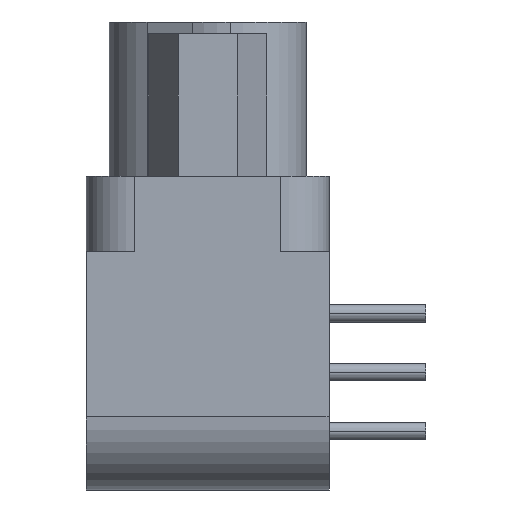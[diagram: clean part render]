
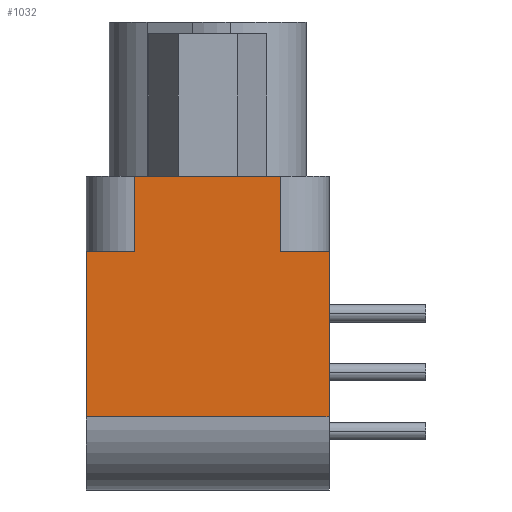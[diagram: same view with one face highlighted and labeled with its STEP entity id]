
A CAD part, left-side view. The second image highlights one B-rep face of the part: STEP entity #1032.
In plain terms, the highlighted planar face has unit normal (-1, 0, 0).
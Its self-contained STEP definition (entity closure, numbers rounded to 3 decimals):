
#1032=ADVANCED_FACE('NONE',(#2256),#2257,.T.);
#2256=FACE_OUTER_BOUND('',#5351,.T.);
#2257=PLANE('',#5352);
#5351=EDGE_LOOP('',(#9007,#9008,#9009,#9010,#9011,#9012,#9013,#9014));
#5352=AXIS2_PLACEMENT_3D('',#9015,#9016,#9017);
#9007=ORIENTED_EDGE('',*,*,#11015,.T.);
#9008=ORIENTED_EDGE('',*,*,#11328,.F.);
#9009=ORIENTED_EDGE('',*,*,#11329,.F.);
#9010=ORIENTED_EDGE('',*,*,#10992,.T.);
#9011=ORIENTED_EDGE('',*,*,#11330,.F.);
#9012=ORIENTED_EDGE('',*,*,#11326,.T.);
#9013=ORIENTED_EDGE('',*,*,#11110,.T.);
#9014=ORIENTED_EDGE('',*,*,#10865,.F.);
#9015=CARTESIAN_POINT('',(-11.875,2.365,-2.44));
#9016=DIRECTION('',(-1.0,0.,0.0));
#9017=DIRECTION('',(0.,1.0,0.0));
#10865=EDGE_CURVE('NONE',#12598,#12595,#12600,.T.);
#10992=EDGE_CURVE('NONE',#12822,#12823,#12824,.T.);
#11015=EDGE_CURVE('NONE',#12598,#12853,#12856,.T.);
#11110=EDGE_CURVE('NONE',#13010,#12595,#13011,.T.);
#11326=EDGE_CURVE('NONE',#13298,#13010,#13300,.T.);
#11328=EDGE_CURVE('NONE',#13302,#12853,#13303,.T.);
#11329=EDGE_CURVE('NONE',#12822,#13302,#13304,.T.);
#11330=EDGE_CURVE('NONE',#13298,#12823,#13305,.T.);
#12595=VERTEX_POINT('NONE',#15235);
#12598=VERTEX_POINT('NONE',#15239);
#12600=LINE('',#15241,#15242);
#12822=VERTEX_POINT('NONE',#16188);
#12823=VERTEX_POINT('NONE',#16189);
#12824=LINE('',#16190,#16191);
#12853=VERTEX_POINT('NONE',#16233);
#12856=LINE('',#16236,#16237);
#13010=VERTEX_POINT('NONE',#16638);
#13011=LINE('',#16639,#16640);
#13298=VERTEX_POINT('NONE',#17658);
#13300=LINE('',#17660,#17661);
#13302=VERTEX_POINT('NONE',#17663);
#13303=LINE('',#17664,#17665);
#13304=LINE('',#17666,#17667);
#13305=LINE('',#17668,#17669);
#15235=CARTESIAN_POINT('',(-11.875,-3.935,-2.44));
#15239=CARTESIAN_POINT('',(-11.875,-2.365,-2.44));
#15241=CARTESIAN_POINT('',(-11.875,3.935,-2.44));
#15242=VECTOR('',#20078,1000.0);
#16188=CARTESIAN_POINT('',(-11.875,2.365,-2.44));
#16189=CARTESIAN_POINT('',(-11.875,3.935,-2.44));
#16190=CARTESIAN_POINT('',(-11.875,2.365,-2.44));
#16191=VECTOR('',#20152,1000.0);
#16233=CARTESIAN_POINT('',(-11.875,-2.365,0.0));
#16236=CARTESIAN_POINT('',(-11.875,-2.365,-2.44));
#16237=VECTOR('',#20172,1000.0);
#16638=CARTESIAN_POINT('',(-11.875,-3.935,-7.79));
#16639=CARTESIAN_POINT('',(-11.875,-3.935,-2.44));
#16640=VECTOR('',#20246,1000.0);
#17658=CARTESIAN_POINT('',(-11.875,3.935,-7.79));
#17660=CARTESIAN_POINT('',(-11.875,2.365,-7.79));
#17661=VECTOR('',#20366,1000.0);
#17663=CARTESIAN_POINT('',(-11.875,2.365,0.0));
#17664=CARTESIAN_POINT('',(-11.875,2.365,0.0));
#17665=VECTOR('',#20367,1000.0);
#17666=CARTESIAN_POINT('',(-11.875,2.365,-2.44));
#17667=VECTOR('',#20368,1000.0);
#17668=CARTESIAN_POINT('',(-11.875,3.935,-2.44));
#17669=VECTOR('',#20369,1000.0);
#20078=DIRECTION('',(0.0,-1.0,-0.0));
#20152=DIRECTION('',(0.,1.0,-0.0));
#20172=DIRECTION('',(0.0,0.0,1.0));
#20246=DIRECTION('',(0.0,0.0,1.0));
#20366=DIRECTION('',(0.,-1.0,0.0));
#20367=DIRECTION('',(0.0,-1.0,-0.0));
#20368=DIRECTION('',(0.0,0.0,1.0));
#20369=DIRECTION('',(0.0,0.0,1.0));
